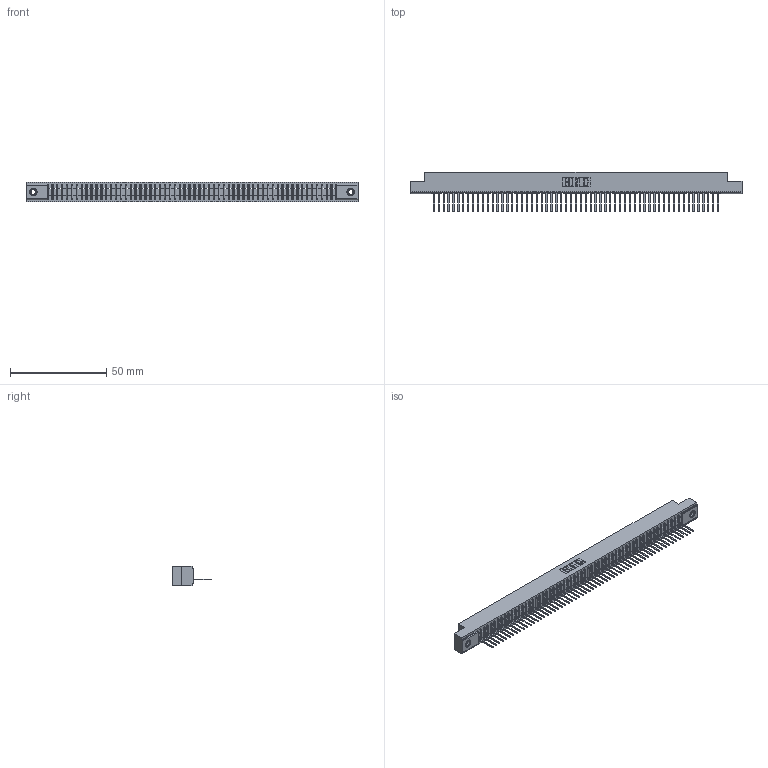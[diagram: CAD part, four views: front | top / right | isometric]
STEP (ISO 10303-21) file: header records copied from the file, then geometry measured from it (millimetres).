
FILE_DESCRIPTION (( 'STEP AP203' ), '1' );
FILE_NAME ('391-059-522-107.STEP', '2018-08-09T12:14:49', ( '' ), ( '' ), 'SwSTEP 2.0', 'SolidWorks 2016', '' );
FILE_SCHEMA (( 'CONFIG_CONTROL_DESIGN' ));
Length unit declared in the file: inch
Products named in the file (4): 341 Part_.156 (3.96) Dia Mounting Holes; 341-292-001_341-292-122; 345-250-001_345-250-005-103; 391-059-522-107
Assembly tree (62 placements, depth 2):
  391-059-522-107
    341 Part_.156 (3.96) Dia Mounting Holes
    341-292-001_341-292-122  x59
    345-250-001_345-250-005-103  x2
Bounding box: 172.09 x 20.62 x 10.16 mm (x, y, z)
Volume: 12367.7 mm3; surface area: 20116.7 mm2
Topology: 62 solids, 62 shells, 5014 faces, 14435 edges, 9258 vertices
Faces by surface type: plane 3109, cylinder 1653, sphere 120, torus 120, cone 12
Entity records: 68435 total; most frequent: CARTESIAN_POINT 11613, ORIENTED_EDGE 11594, DIRECTION 11207, EDGE_CURVE 5797, LINE 4699, VECTOR 4699, VERTEX_POINT 3660, AXIS2_PLACEMENT_3D 3254
